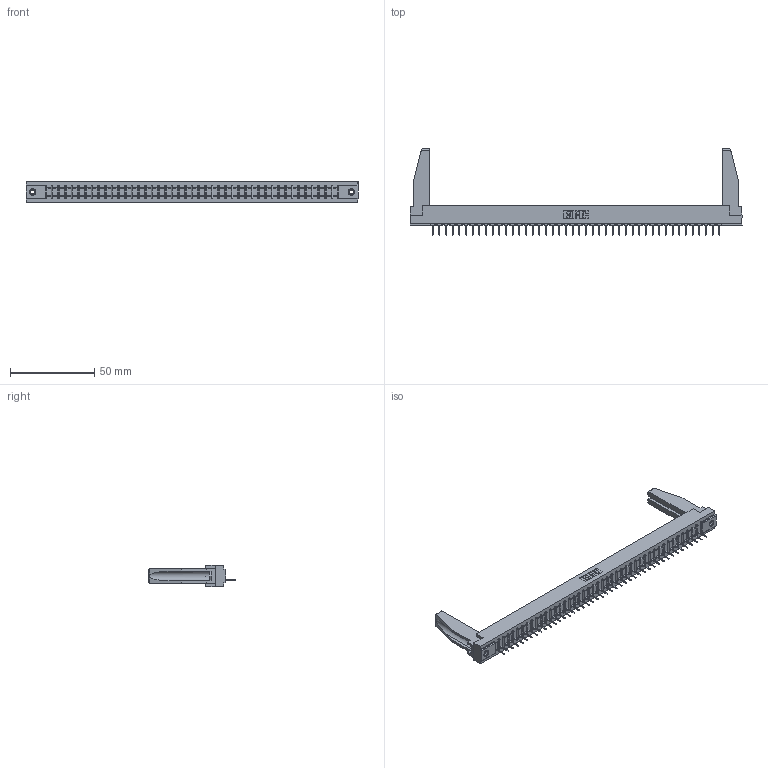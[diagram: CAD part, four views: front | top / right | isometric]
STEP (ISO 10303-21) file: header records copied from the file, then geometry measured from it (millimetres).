
FILE_DESCRIPTION (( 'STEP AP203' ), '1' );
FILE_NAME ('357-044-531-178.STEP', '2019-09-14T17:12:42', ( '' ), ( '' ), 'SwSTEP 2.0', 'SolidWorks 2016', '' );
FILE_SCHEMA (( 'CONFIG_CONTROL_DESIGN' ));
Length unit declared in the file: inch
Products named in the file (5): 307-290-001_531; 357-044-531-178; 307-220-078; 307 Part_.156 Dia Mounting Holes; 345-250-001_345-250-001-102
Assembly tree (49 placements, depth 2):
  357-044-531-178
    307 Part_.156 Dia Mounting Holes
    307-290-001_531  x44
    307-220-078  x2
    345-250-001_345-250-001-102  x2
Bounding box: 197.36 x 51.13 x 12.7 mm (x, y, z)
Volume: 24412.3 mm3; surface area: 24973.6 mm2
Topology: 49 solids, 49 shells, 2757 faces, 7781 edges, 4998 vertices
Faces by surface type: plane 1782, cylinder 869, sphere 90, cone 12, torus 4
Entity records: 39881 total; most frequent: CARTESIAN_POINT 6718, ORIENTED_EDGE 6660, DIRECTION 6488, EDGE_CURVE 3330, LINE 2560, VECTOR 2560, VERTEX_POINT 2152, AXIS2_PLACEMENT_3D 1964
